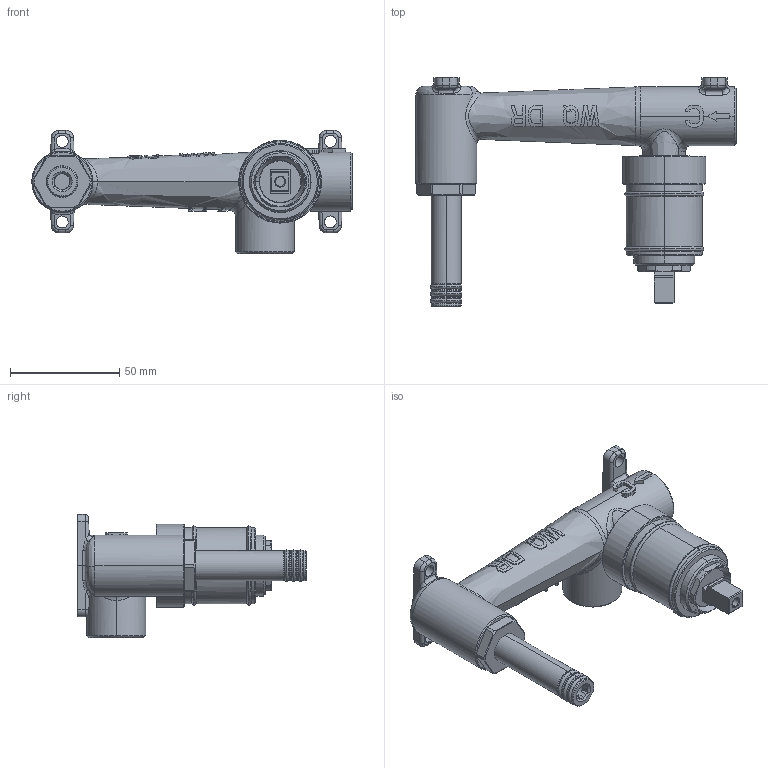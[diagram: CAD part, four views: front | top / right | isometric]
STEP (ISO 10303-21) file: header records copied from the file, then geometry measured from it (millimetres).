
FILE_DESCRIPTION(/* description */ (''),/* implementation_level */ '2;1');
FILE_NAME(/* name */ 'STEP - 164032601.1_2267207',/* time_stamp */ '2024-05-13T13:47:00+10:00',/* author */ (''),/* organization */ (''),/* preprocessor_version */ 'ST-DEVELOPER v16.5',/* originating_system */ 'Rhino 7.23',/* authorisation */ '');
FILE_SCHEMA (('AUTOMOTIVE_DESIGN'));
Length unit declared in the file: millimetre
Products named in the file (13): Document; 164032600-1_ASM; 2050209001025; 2040117799014; 208000910601_AF8; 208000910601_AF7; 2080009106018; 2080004506012; 2080007606011; 2060946401023; 205074672405; 201636472702; Block 01
Assembly tree (14 placements, depth 4):
  Document
    164032600-1_ASM
      2050209001025
      2040117799014
      208000910601_AF8
      208000910601_AF7
      2080009106018
      2080004506012
      2080007606011  x3
      2060946401023
      205074672405
      201636472702
        Block 01
Bounding box: 146.9 x 105 x 56.5 mm (x, y, z)
Volume: 36137.3 mm3; surface area: 64502.7 mm2
Topology: 12 solids, 14 shells, 1059 faces, 2624 edges, 1625 vertices
Faces by surface type: bspline 499, plane 290, cylinder 270
Entity records: 49205 total; most frequent: CARTESIAN_POINT 32638, ORIENTED_EDGE 5198, EDGE_CURVE 2603, B_SPLINE_CURVE_WITH_KNOTS 1647, VERTEX_POINT 1617, EDGE_LOOP 1130, ADVANCED_FACE 1051, FACE_OUTER_BOUND 1051
